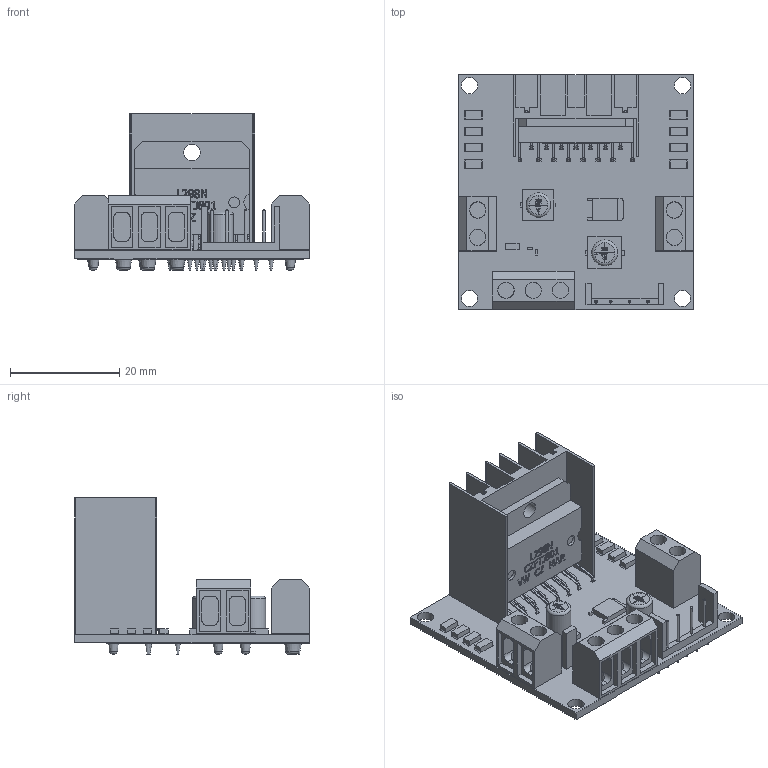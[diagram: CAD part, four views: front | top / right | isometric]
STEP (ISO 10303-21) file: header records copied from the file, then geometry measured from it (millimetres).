
FILE_DESCRIPTION(/* description */ (''),/* implementation_level */ '2;1');
FILE_NAME(/* name */ 'L298.stp',/* time_stamp */ '2020-05-13T19:31:47+07:00',/* author */ ('thanh'),/* organization */ (''),/* preprocessor_version */ 'ST-DEVELOPER v18',/* originating_system */ 'Autodesk Inventor 2020',/* authorisation */ '');
FILE_SCHEMA (('AUTOMOTIVE_DESIGN { 1 0 10303 214 3 1 1 }'));
Length unit declared in the file: millimetre
Products named in the file (1): L298
Bounding box: 43 x 43 x 28.6 mm (x, y, z)
Volume: 7317.4 mm3; surface area: 11584.8 mm2
Topology: 4 solids, 4 shells, 1628 faces, 4526 edges, 3006 vertices
Faces by surface type: plane 1060, bspline 278, cylinder 254, cone 31, torus 5
Full cylindrical faces by diameter (mm): 0.5 x4, 1.42 x1, 1.782 x1, 1.798 x1, 1.819 x1, 2 x2, 2.672 x1, 2.914 x1, 3 x19, 4.476 x1, 4.718 x1
Entity records: 54718 total; most frequent: CARTESIAN_POINT 13541, ORIENTED_EDGE 9052, DIRECTION 7228, EDGE_CURVE 4526, LINE 3212, VECTOR 3212, VERTEX_POINT 3006, AXIS2_PLACEMENT_3D 2008
